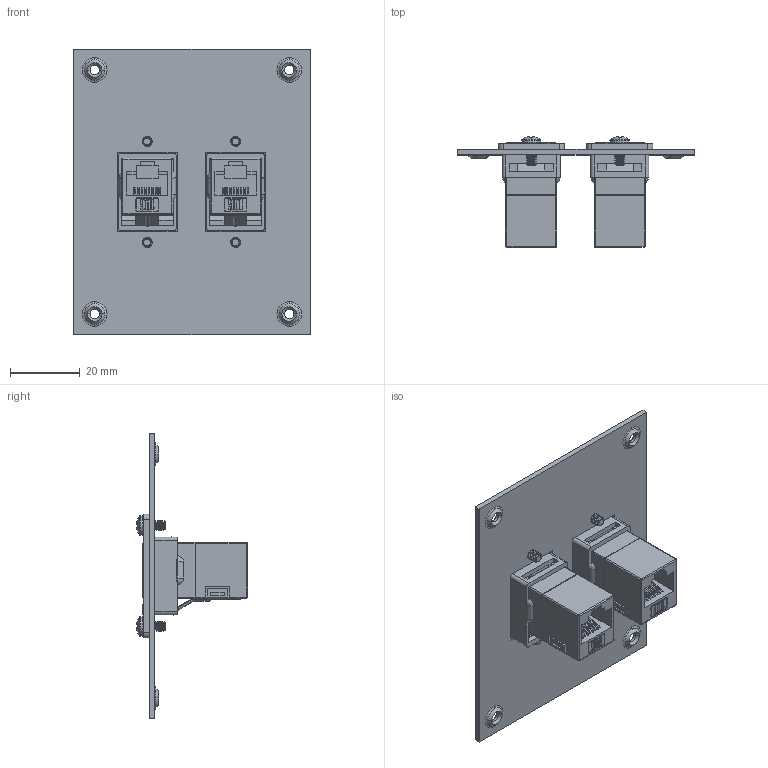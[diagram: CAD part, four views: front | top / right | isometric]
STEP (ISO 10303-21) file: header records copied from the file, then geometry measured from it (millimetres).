
FILE_DESCRIPTION (( 'STEP AP214' ), '1' );
FILE_NAME ('USP2ECF-SC6A.STEP', '2018-06-19T14:40:58', ( '' ), ( '' ), 'SwSTEP 2.0', 'SolidWorks 2017', '' );
FILE_SCHEMA (( 'AUTOMOTIVE_DESIGN' ));
Length unit declared in the file: inch
Products named in the file (5): TDG1026KS-C6A_New Logo - Latch Depressed; USP2ECF-SC6A; 91772A106_91772A106; 1AK21-009(ECF-SK); 1AR06-001
Assembly tree (9 placements, depth 2):
  USP2ECF-SC6A
    1AR06-001
    1AK21-009(ECF-SK)  x2
    TDG1026KS-C6A_New Logo - Latch Depressed  x2
    91772A106_91772A106  x4
Bounding box: 68.07 x 31.83 x 82.04 mm (x, y, z)
Volume: 20474.3 mm3; surface area: 22882.1 mm2
Topology: 9 solids, 9 shells, 1500 faces, 4182 edges, 2736 vertices
Faces by surface type: plane 722, cylinder 408, bspline 248, cone 60, torus 38, sphere 24
Entity records: 26521 total; most frequent: CARTESIAN_POINT 8487, ORIENTED_EDGE 3770, DIRECTION 3040, EDGE_CURVE 1885, VERTEX_POINT 1239, LINE 1192, VECTOR 1192, AXIS2_PLACEMENT_3D 924
